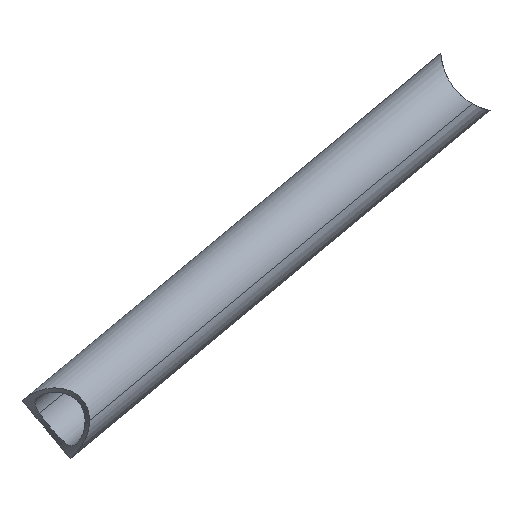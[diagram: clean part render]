
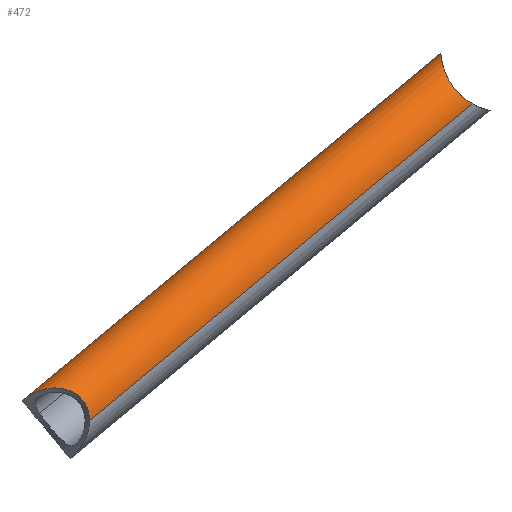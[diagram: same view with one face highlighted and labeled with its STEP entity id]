
A CAD part, front view. The second image highlights one B-rep face of the part: STEP entity #472.
In plain terms, the highlighted cylindrical face has radius 7.5 mm (diameter 15 mm), a partial arc.
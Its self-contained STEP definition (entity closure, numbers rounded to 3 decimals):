
#101=CARTESIAN_POINT('Vertex',(-1982.48,0.,376.197)) ;
#262=CARTESIAN_POINT('Vertex',(-1993.767,10.493,377.647)) ;
#265=CARTESIAN_POINT('Line Origine',(-1952.073,83.711,412.222)) ;
#269=CARTESIAN_POINT('Vertex',(-1912.91,152.486,444.699)) ;
#319=CARTESIAN_POINT('Vertex',(-1906.523,133.389,439.186)) ;
#322=CARTESIAN_POINT('Line Origine',(-1939.038,76.289,412.222)) ;
#348=CARTESIAN_POINT('Vertex',(-1912.373,152.98,446.941)) ;
#357=CARTESIAN_POINT('Control Point',(-1912.373,152.98,446.941)) ;
#358=CARTESIAN_POINT('Control Point',(-1912.63,152.816,446.215)) ;
#359=CARTESIAN_POINT('Control Point',(-1912.819,152.645,445.465)) ;
#360=CARTESIAN_POINT('Control Point',(-1912.91,152.486,444.699)) ;
#388=CARTESIAN_POINT('Axis2P3D Location',(-1945.556,80.,412.222)) ;
#394=CARTESIAN_POINT('Control Point',(-1995.899,0.,380.218)) ;
#395=CARTESIAN_POINT('Control Point',(-1995.764,0.,380.329)) ;
#396=CARTESIAN_POINT('Control Point',(-1995.627,0.,380.438)) ;
#397=CARTESIAN_POINT('Control Point',(-1995.516,0.,380.523)) ;
#398=CARTESIAN_POINT('Control Point',(-1995.321,0.,380.669)) ;
#399=CARTESIAN_POINT('Control Point',(-1995.122,0.,380.809)) ;
#400=CARTESIAN_POINT('Control Point',(-1995.008,0.,380.889)) ;
#401=CARTESIAN_POINT('Control Point',(-1993.758,0.,381.716)) ;
#402=CARTESIAN_POINT('Control Point',(-1992.376,0.,382.337)) ;
#403=CARTESIAN_POINT('Control Point',(-1991.073,0.,382.701)) ;
#404=CARTESIAN_POINT('Control Point',(-1988.869,0.,382.917)) ;
#405=CARTESIAN_POINT('Control Point',(-1986.743,0.,382.403)) ;
#406=CARTESIAN_POINT('Control Point',(-1985.945,0.,382.081)) ;
#407=CARTESIAN_POINT('Control Point',(-1984.269,0.,381.048)) ;
#408=CARTESIAN_POINT('Control Point',(-1983.103,0.,379.438)) ;
#409=CARTESIAN_POINT('Control Point',(-1982.677,0.,378.387)) ;
#410=CARTESIAN_POINT('Control Point',(-1982.48,0.,377.292)) ;
#411=CARTESIAN_POINT('Control Point',(-1982.48,0.,376.197)) ;
#412=CARTESIAN_POINT('Vertex',(-1995.899,0.,380.218)) ;
#416=CARTESIAN_POINT('Control Point',(-1912.373,152.98,446.941)) ;
#417=CARTESIAN_POINT('Control Point',(-1912.563,152.14,447.693)) ;
#418=CARTESIAN_POINT('Control Point',(-1912.654,151.148,448.301)) ;
#419=CARTESIAN_POINT('Control Point',(-1912.691,150.057,448.708)) ;
#420=CARTESIAN_POINT('Control Point',(-1912.722,148.289,449.107)) ;
#421=CARTESIAN_POINT('Control Point',(-1912.728,146.486,449.204)) ;
#422=CARTESIAN_POINT('Control Point',(-1912.728,145.826,449.206)) ;
#423=CARTESIAN_POINT('Control Point',(-1912.722,143.459,449.106)) ;
#424=CARTESIAN_POINT('Control Point',(-1912.689,141.119,448.673)) ;
#425=CARTESIAN_POINT('Control Point',(-1912.643,139.464,448.246)) ;
#426=CARTESIAN_POINT('Control Point',(-1912.531,137.249,447.522)) ;
#427=CARTESIAN_POINT('Control Point',(-1912.278,135.145,446.57)) ;
#428=CARTESIAN_POINT('Control Point',(-1912.199,134.599,446.302)) ;
#429=CARTESIAN_POINT('Control Point',(-1912.036,133.665,445.802)) ;
#430=CARTESIAN_POINT('Control Point',(-1911.815,132.783,445.237)) ;
#431=CARTESIAN_POINT('Control Point',(-1911.708,132.418,444.984)) ;
#432=CARTESIAN_POINT('Control Point',(-1911.464,131.722,444.449)) ;
#433=CARTESIAN_POINT('Control Point',(-1911.144,131.115,443.85)) ;
#434=CARTESIAN_POINT('Control Point',(-1910.96,130.84,443.531)) ;
#435=CARTESIAN_POINT('Control Point',(-1910.529,130.379,442.851)) ;
#436=CARTESIAN_POINT('Control Point',(-1909.98,130.186,442.128)) ;
#437=CARTESIAN_POINT('Control Point',(-1909.671,130.183,441.761)) ;
#438=CARTESIAN_POINT('Control Point',(-1909.135,130.34,441.185)) ;
#439=CARTESIAN_POINT('Control Point',(-1908.614,130.699,440.701)) ;
#440=CARTESIAN_POINT('Control Point',(-1908.404,130.876,440.518)) ;
#441=CARTESIAN_POINT('Control Point',(-1907.858,131.403,440.064)) ;
#442=CARTESIAN_POINT('Control Point',(-1907.36,132.046,439.707)) ;
#443=CARTESIAN_POINT('Control Point',(-1907.066,132.476,439.511)) ;
#444=CARTESIAN_POINT('Control Point',(-1906.787,132.925,439.339)) ;
#445=CARTESIAN_POINT('Control Point',(-1906.523,133.389,439.186)) ;
#448=CARTESIAN_POINT('Control Point',(-1995.899,0.,380.218)) ;
#449=CARTESIAN_POINT('Control Point',(-1995.899,0.235,380.218)) ;
#450=CARTESIAN_POINT('Control Point',(-1995.897,0.47,380.215)) ;
#451=CARTESIAN_POINT('Control Point',(-1995.893,0.659,380.21)) ;
#452=CARTESIAN_POINT('Control Point',(-1995.885,0.99,380.201)) ;
#453=CARTESIAN_POINT('Control Point',(-1995.873,1.322,380.187)) ;
#454=CARTESIAN_POINT('Control Point',(-1995.865,1.51,380.178)) ;
#455=CARTESIAN_POINT('Control Point',(-1995.833,2.139,380.139)) ;
#456=CARTESIAN_POINT('Control Point',(-1995.786,2.766,380.082)) ;
#457=CARTESIAN_POINT('Control Point',(-1995.75,3.159,380.038)) ;
#458=CARTESIAN_POINT('Control Point',(-1995.553,4.986,379.801)) ;
#459=CARTESIAN_POINT('Control Point',(-1995.216,6.771,379.394)) ;
#460=CARTESIAN_POINT('Control Point',(-1994.86,8.116,378.965)) ;
#461=CARTESIAN_POINT('Control Point',(-1994.386,9.406,378.393)) ;
#462=CARTESIAN_POINT('Control Point',(-1993.767,10.493,377.647)) ;
#266=DIRECTION('Vector Direction',(0.458,0.804,0.38)) ;
#323=DIRECTION('Vector Direction',(0.458,0.804,0.38)) ;
#389=DIRECTION('Axis2P3D Direction',(0.458,0.804,0.38)) ;
#390=DIRECTION('Axis2P3D XDirection',(-0.869,0.495,0.)) ;
#391=AXIS2_PLACEMENT_3D('Cylinder Axis2P3D',#388,#389,#390) ;
#465=ORIENTED_EDGE('',*,*,#414,.T.) ;
#466=ORIENTED_EDGE('',*,*,#326,.T.) ;
#467=ORIENTED_EDGE('',*,*,#446,.F.) ;
#468=ORIENTED_EDGE('',*,*,#361,.T.) ;
#469=ORIENTED_EDGE('',*,*,#271,.F.) ;
#470=ORIENTED_EDGE('',*,*,#463,.F.) ;
#267=VECTOR('Line Direction',#266,1.) ;
#324=VECTOR('Line Direction',#323,1.) ;
#472=ADVANCED_FACE('Corps principal',(#471),#392,.T.) ;
#356=B_SPLINE_CURVE_WITH_KNOTS('',3,(#357,#358,#359,#360),.UNSPECIFIED.,.F.,.U.,(4,4),(25.337,28.678),.UNSPECIFIED.) ;
#393=B_SPLINE_CURVE_WITH_KNOTS('',5,(#394,#395,#396,#397,#398,#399,#400,#401,#402,#403,#404,#405,#406,#407,#408,#409,#410,#411),.UNSPECIFIED.,.F.,.U.,(6,3,3,3,3,6),(0.,1.237,2.474,11.835,17.809,25.553),.UNSPECIFIED.) ;
#415=B_SPLINE_CURVE_WITH_KNOTS('',5,(#416,#417,#418,#419,#420,#421,#422,#423,#424,#425,#426,#427,#428,#429,#430,#431,#432,#433,#434,#435,#436,#437,#438,#439,#440,#441,#442,#443,#444,#445),.UNSPECIFIED.,.F.,.U.,(6,3,3,3,3,3,3,3,3,6),(2.753,10.84,15.497,27.581,31.921,35.146,38.344,41.625,43.94,47.866),.UNSPECIFIED.) ;
#447=B_SPLINE_CURVE_WITH_KNOTS('',5,(#448,#449,#450,#451,#452,#453,#454,#455,#456,#457,#458,#459,#460,#461,#462),.UNSPECIFIED.,.F.,.U.,(6,3,3,3,6),(0.,1.661,3.322,6.123,16.425),.UNSPECIFIED.) ;
#392=CYLINDRICAL_SURFACE('generated cylinder',#391,7.5) ;
#271=EDGE_CURVE('',#263,#270,#268,.T.) ;
#326=EDGE_CURVE('',#102,#320,#325,.T.) ;
#361=EDGE_CURVE('',#349,#270,#356,.T.) ;
#414=EDGE_CURVE('',#413,#102,#393,.T.) ;
#446=EDGE_CURVE('',#349,#320,#415,.T.) ;
#463=EDGE_CURVE('',#413,#263,#447,.T.) ;
#464=EDGE_LOOP('',(#465,#466,#467,#468,#469,#470)) ;
#471=FACE_OUTER_BOUND('',#464,.T.) ;
#268=LINE('Line',#265,#267) ;
#325=LINE('Line',#322,#324) ;
#102=VERTEX_POINT('',#101) ;
#263=VERTEX_POINT('',#262) ;
#270=VERTEX_POINT('',#269) ;
#320=VERTEX_POINT('',#319) ;
#349=VERTEX_POINT('',#348) ;
#413=VERTEX_POINT('',#412) ;
